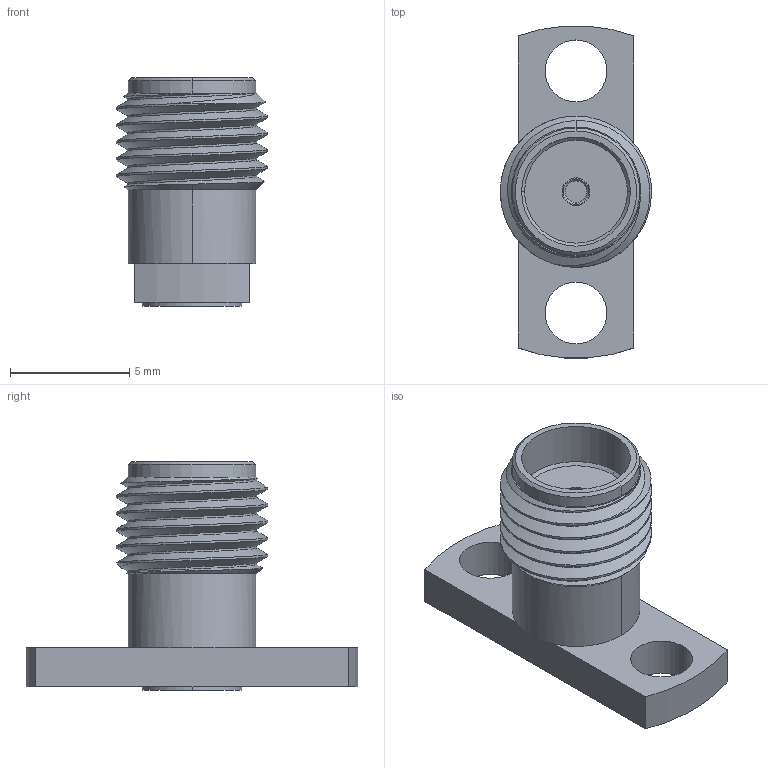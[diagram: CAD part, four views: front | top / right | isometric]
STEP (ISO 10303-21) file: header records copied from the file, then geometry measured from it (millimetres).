
FILE_DESCRIPTION (( 'STEP AP214' ), '1' );
FILE_NAME ('PE45579 ¦ FMCN1629.step', '2020-04-17T00:27:57', ( '' ), ( '' ), 'SwSTEP 2.0', 'SolidWorks 2018', '' );
FILE_SCHEMA (( 'AUTOMOTIVE_DESIGN' ));
Length unit declared in the file: millimetre
Products named in the file (1): PE45579 ｦ FMCN1629
Bounding box: 6.35 x 13.94 x 9.58 mm (x, y, z)
Volume: 248.5 mm3; surface area: 475.9 mm2
Topology: 2 solids, 2 shells, 102 faces, 262 edges, 171 vertices
Faces by surface type: plane 41, cylinder 39, cone 19, bspline 3
Entity records: 4550 total; most frequent: CARTESIAN_POINT 1591, ORIENTED_EDGE 524, DIRECTION 517, EDGE_CURVE 262, AXIS2_PLACEMENT_3D 205, VERTEX_POINT 171, EDGE_LOOP 115, VECTOR 107
